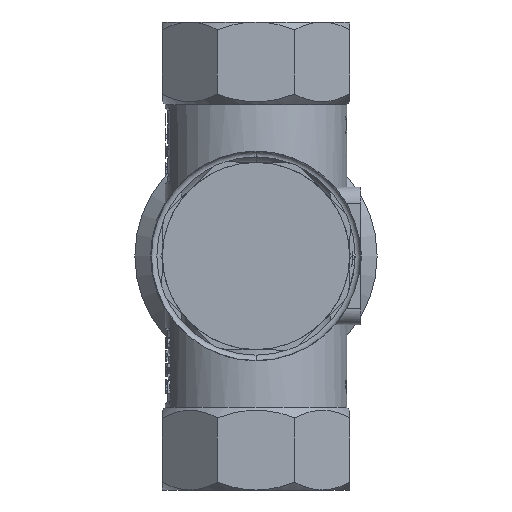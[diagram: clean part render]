
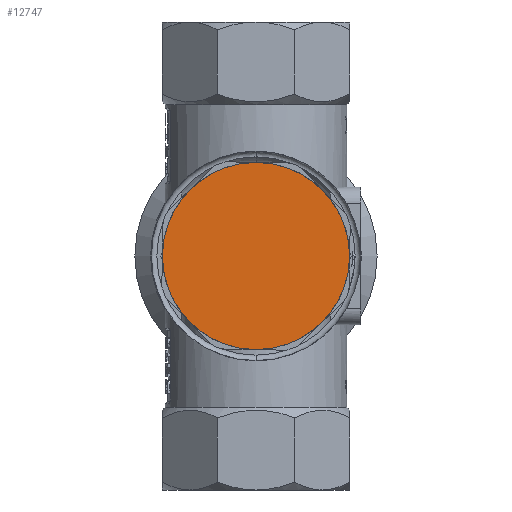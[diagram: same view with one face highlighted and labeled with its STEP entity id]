
A CAD part, front view. The second image highlights one B-rep face of the part: STEP entity #12747.
In plain terms, the highlighted planar face has unit normal (0, -1, 0).
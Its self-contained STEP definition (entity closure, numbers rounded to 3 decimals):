
#12573=CARTESIAN_POINT('',(8.72,-56.22,86.5));
#12574=DIRECTION('',(0.,-1.,0.));
#12575=DIRECTION('',(0.,0.,-1.));
#12576=AXIS2_PLACEMENT_3D('',#12573,#12574,#12575);
#12578=CARTESIAN_POINT('',(8.72,-56.22,86.5));
#12579=DIRECTION('',(0.,-1.,0.));
#12580=DIRECTION('',(0.,0.,1.));
#12581=AXIS2_PLACEMENT_3D('',#12578,#12579,#12580);
#12662=CARTESIAN_POINT('',(8.72,-56.22,
69.5));
#12664=VERTEX_POINT('',#12662);
#12665=CARTESIAN_POINT('',(8.72,-56.22,
103.5));
#12666=VERTEX_POINT('',#12665);
#12737=CARTESIAN_POINT('',(25.72,-56.22,86.5));
#12738=DIRECTION('',(0.,1.,0.));
#12739=DIRECTION('',(0.,0.,1.));
#12740=AXIS2_PLACEMENT_3D('',#12737,#12738,#12739);
#12741=PLANE('',#12740);
#12742=ORIENTED_EDGE('',*,*,#12727,.F.);
#12744=ORIENTED_EDGE('',*,*,#12743,.F.);
#12745=EDGE_LOOP('',(#12742,#12744));
#12746=FACE_OUTER_BOUND('',#12745,.F.);
#12747=ADVANCED_FACE('',(#12746),#12741,.F.);
#12577=CIRCLE('',#12576,17.);
#12582=CIRCLE('',#12581,17.);
#12727=EDGE_CURVE('',#12664,#12666,#12577,.T.);
#12743=EDGE_CURVE('',#12666,#12664,#12582,.T.);
